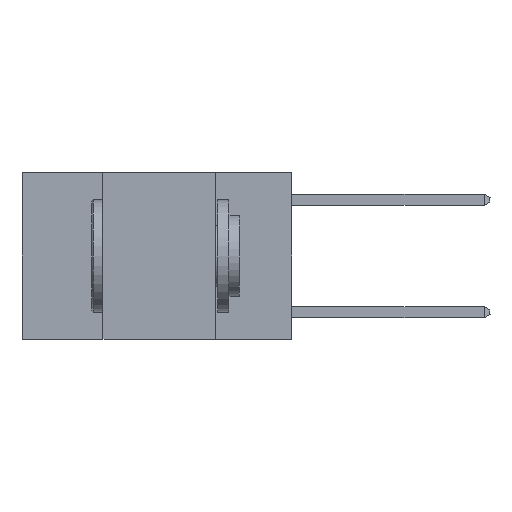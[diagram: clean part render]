
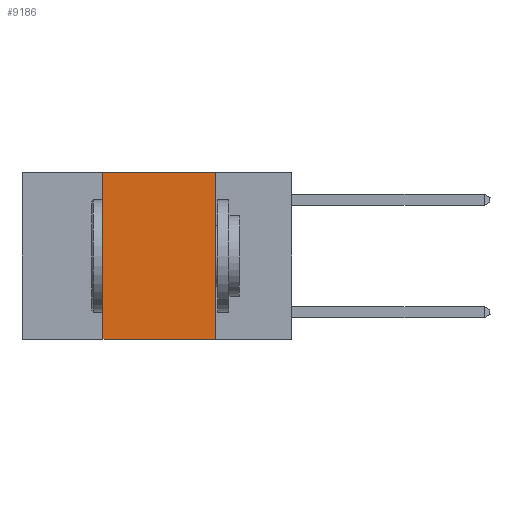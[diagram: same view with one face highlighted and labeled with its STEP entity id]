
A CAD part, left-side view. The second image highlights one B-rep face of the part: STEP entity #9186.
In plain terms, the highlighted planar face has unit normal (-1, 0, 0).
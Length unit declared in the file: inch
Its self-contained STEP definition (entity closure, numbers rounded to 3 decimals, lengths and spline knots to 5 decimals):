
#77 = DIRECTION ( 'NONE',  ( 0., 0., -1. ) ) ;
#289 = ORIENTED_EDGE ( 'NONE', *, *, #450, .T. ) ;
#450 = EDGE_CURVE ( 'NONE', #3540, #1630, #3631, .T. ) ;
#585 = LINE ( 'NONE', #4307, #5652 ) ;
#821 = VECTOR ( 'NONE', #2783, 39.37008 ) ;
#1296 = VECTOR ( 'NONE', #8880, 39.37008 ) ;
#1553 = CARTESIAN_POINT ( 'NONE',  ( 0., 0.17, 0. ) ) ;
#1630 = VERTEX_POINT ( 'NONE', #6409 ) ;
#1881 = FACE_OUTER_BOUND ( 'NONE', #10103, .T. ) ;
#2273 = ORIENTED_EDGE ( 'NONE', *, *, #6004, .F. ) ;
#2783 = DIRECTION ( 'NONE',  ( 0., -1., 0. ) ) ;
#2846 = DIRECTION ( 'NONE',  ( 1., 0., 0. ) ) ;
#3265 = VERTEX_POINT ( 'NONE', #1553 ) ;
#3540 = VERTEX_POINT ( 'NONE', #11547 ) ;
#3631 = LINE ( 'NONE', #11163, #821 ) ;
#3674 = CARTESIAN_POINT ( 'NONE',  ( 0., 0.42, 0. ) ) ;
#4175 = LINE ( 'NONE', #9798, #1296 ) ;
#4307 = CARTESIAN_POINT ( 'NONE',  ( 0., 0.6, 0. ) ) ;
#4672 = DIRECTION ( 'NONE',  ( 0., 0., -1. ) ) ;
#5652 = VECTOR ( 'NONE', #6318, 39.37008 ) ;
#5763 = CARTESIAN_POINT ( 'NONE',  ( 0., 0.17, 0. ) ) ;
#6004 = EDGE_CURVE ( 'NONE', #3540, #7286, #4175, .T. ) ;
#6318 = DIRECTION ( 'NONE',  ( 0., -1., 0. ) ) ;
#6409 = CARTESIAN_POINT ( 'NONE',  ( 0., 0.17, -0.37 ) ) ;
#6566 = CARTESIAN_POINT ( 'NONE',  ( 0., 0.6, 0. ) ) ;
#7286 = VERTEX_POINT ( 'NONE', #3674 ) ;
#7535 = VECTOR ( 'NONE', #77, 39.37008 ) ;
#7904 = EDGE_CURVE ( 'NONE', #3265, #1630, #9184, .T. ) ;
#8487 = PLANE ( 'NONE',  #10105 ) ;
#8880 = DIRECTION ( 'NONE',  ( 0., 0., 1. ) ) ;
#9184 = LINE ( 'NONE', #5763, #7535 ) ;
#9186 = ADVANCED_FACE ( 'NONE', ( #1881 ), #8487, .F. ) ;
#9732 = ORIENTED_EDGE ( 'NONE', *, *, #7904, .F. ) ;
#9773 = ORIENTED_EDGE ( 'NONE', *, *, #11382, .F. ) ;
#9798 = CARTESIAN_POINT ( 'NONE',  ( 0., 0.42, 0. ) ) ;
#10103 = EDGE_LOOP ( 'NONE', ( #9732, #9773, #2273, #289 ) ) ;
#10105 = AXIS2_PLACEMENT_3D ( 'NONE', #6566, #2846, #4672 ) ;
#11163 = CARTESIAN_POINT ( 'NONE',  ( 0., 0.6, -0.37 ) ) ;
#11382 = EDGE_CURVE ( 'NONE', #7286, #3265, #585, .T. ) ;
#11547 = CARTESIAN_POINT ( 'NONE',  ( 0., 0.42, -0.37 ) ) ;
